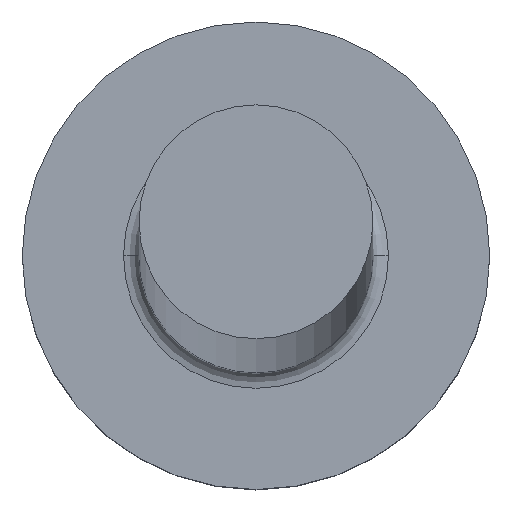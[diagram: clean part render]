
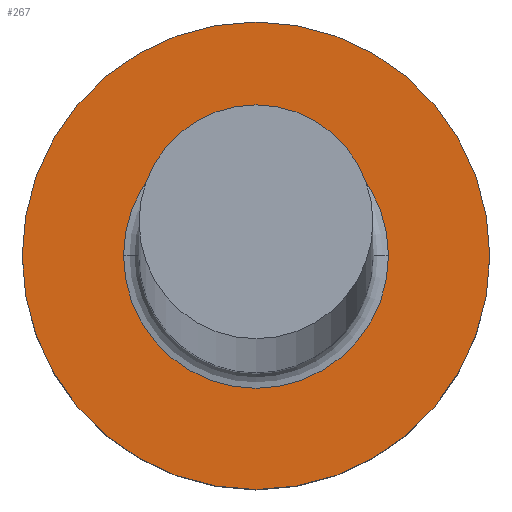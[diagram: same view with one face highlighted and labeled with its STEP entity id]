
A CAD part, top view. The second image highlights one B-rep face of the part: STEP entity #267.
In plain terms, the highlighted planar face has unit normal (0, 0, 1).
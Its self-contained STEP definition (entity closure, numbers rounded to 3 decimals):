
#11 = DIRECTION ( 'NONE',  ( 1., 0., 0. ) ) ;
#12 = DIRECTION ( 'NONE',  ( 0., 0., -1. ) ) ;
#13 = DIRECTION ( 'NONE',  ( 1., 0., 0. ) ) ;
#21 = ORIENTED_EDGE ( 'NONE', *, *, #23, .T. ) ;
#23 = EDGE_CURVE ( 'NONE', #236, #230, #216, .T. ) ;
#28 = AXIS2_PLACEMENT_3D ( 'NONE', #173, #64, #13 ) ;
#34 = AXIS2_PLACEMENT_3D ( 'NONE', #218, #38, #221 ) ;
#36 = CARTESIAN_POINT ( 'NONE',  ( 0., 0., 3. ) ) ;
#38 = DIRECTION ( 'NONE',  ( 0., 0., 1. ) ) ;
#40 = FACE_OUTER_BOUND ( 'NONE', #191, .T. ) ;
#59 = CARTESIAN_POINT ( 'NONE',  ( -3., 0., 3. ) ) ;
#64 = DIRECTION ( 'NONE',  ( 0., 0., 1. ) ) ;
#79 = DIRECTION ( 'NONE',  ( 1., 0., 0. ) ) ;
#82 = CARTESIAN_POINT ( 'NONE',  ( -1.7, 0., 3. ) ) ;
#85 = AXIS2_PLACEMENT_3D ( 'NONE', #211, #123, #79 ) ;
#97 = ORIENTED_EDGE ( 'NONE', *, *, #152, .T. ) ;
#106 = AXIS2_PLACEMENT_3D ( 'NONE', #178, #252, #128 ) ;
#114 = VERTEX_POINT ( 'NONE', #59 ) ;
#119 = CIRCLE ( 'NONE', #299, 1.7 ) ;
#123 = DIRECTION ( 'NONE',  ( 0., 0., -1. ) ) ;
#128 = DIRECTION ( 'NONE',  ( 1., 0., 0. ) ) ;
#140 = ORIENTED_EDGE ( 'NONE', *, *, #149, .T. ) ;
#143 = CIRCLE ( 'NONE', #34, 3. ) ;
#149 = EDGE_CURVE ( 'NONE', #230, #236, #119, .T. ) ;
#151 = CARTESIAN_POINT ( 'NONE',  ( 3., 0., 3. ) ) ;
#152 = EDGE_CURVE ( 'NONE', #291, #114, #143, .T. ) ;
#173 = CARTESIAN_POINT ( 'NONE',  ( 0., 0., 3. ) ) ;
#178 = CARTESIAN_POINT ( 'NONE',  ( 0., 0., 3. ) ) ;
#191 = EDGE_LOOP ( 'NONE', ( #227, #97 ) ) ;
#210 = EDGE_CURVE ( 'NONE', #114, #291, #261, .T. ) ;
#211 = CARTESIAN_POINT ( 'NONE',  ( 0., 0., 3. ) ) ;
#216 = CIRCLE ( 'NONE', #85, 1.7 ) ;
#218 = CARTESIAN_POINT ( 'NONE',  ( 0., 0., 3. ) ) ;
#221 = DIRECTION ( 'NONE',  ( 1., 0., 0. ) ) ;
#227 = ORIENTED_EDGE ( 'NONE', *, *, #210, .T. ) ;
#230 = VERTEX_POINT ( 'NONE', #301 ) ;
#236 = VERTEX_POINT ( 'NONE', #82 ) ;
#252 = DIRECTION ( 'NONE',  ( 0., 0., 1. ) ) ;
#261 = CIRCLE ( 'NONE', #28, 3. ) ;
#267 = ADVANCED_FACE ( 'NONE', ( #302, #40 ), #272, .T. ) ;
#272 = PLANE ( 'NONE',  #106 ) ;
#281 = EDGE_LOOP ( 'NONE', ( #140, #21 ) ) ;
#291 = VERTEX_POINT ( 'NONE', #151 ) ;
#299 = AXIS2_PLACEMENT_3D ( 'NONE', #36, #12, #11 ) ;
#301 = CARTESIAN_POINT ( 'NONE',  ( 1.7, 0., 3. ) ) ;
#302 = FACE_BOUND ( 'NONE', #281, .T. ) ;
